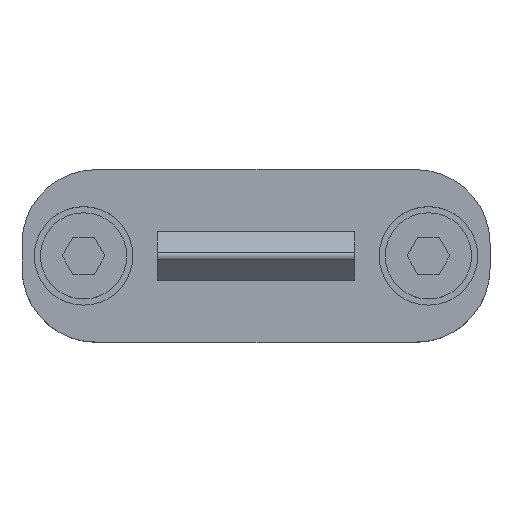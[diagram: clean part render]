
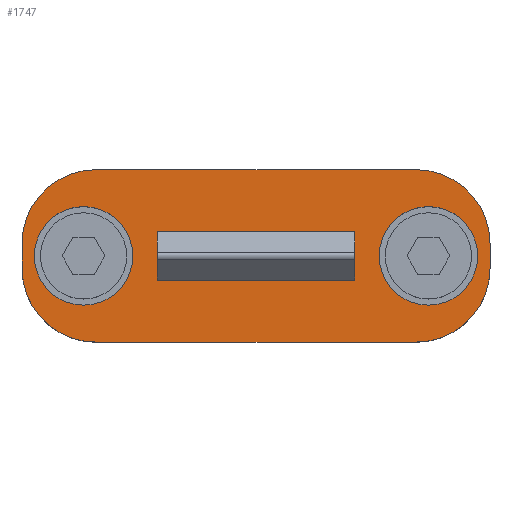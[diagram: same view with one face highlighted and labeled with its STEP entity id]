
A CAD part, top view. The second image highlights one B-rep face of the part: STEP entity #1747.
In plain terms, the highlighted planar face has unit normal (0, 0, 1).
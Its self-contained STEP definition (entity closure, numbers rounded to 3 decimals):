
#35 = DIRECTION ( 'NONE',  ( 1., 0., 0. ) ) ;
#119 = DIRECTION ( 'NONE',  ( 0., 0., -1. ) ) ;
#122 = VERTEX_POINT ( 'NONE', #2106 ) ;
#135 = CARTESIAN_POINT ( 'NONE',  ( 13., 7., 12. ) ) ;
#171 = EDGE_CURVE ( 'NONE', #1574, #3463, #2003, .T. ) ;
#212 = FACE_BOUND ( 'NONE', #3051, .T. ) ;
#221 = CARTESIAN_POINT ( 'NONE',  ( 13., 1., 12. ) ) ;
#253 = VECTOR ( 'NONE', #724, 1000. ) ;
#322 = CARTESIAN_POINT ( 'NONE',  ( -19., 1., 12. ) ) ;
#347 = EDGE_CURVE ( 'NONE', #995, #2633, #819, .T. ) ;
#390 = VERTEX_POINT ( 'NONE', #1320 ) ;
#435 = EDGE_CURVE ( 'NONE', #3463, #1479, #3441, .T. ) ;
#449 = FACE_OUTER_BOUND ( 'NONE', #3369, .T. ) ;
#504 = CARTESIAN_POINT ( 'NONE',  ( -13., 1., 12. ) ) ;
#582 = ORIENTED_EDGE ( 'NONE', *, *, #1065, .F. ) ;
#630 = DIRECTION ( 'NONE',  ( 1., 0., 0. ) ) ;
#631 = CIRCLE ( 'NONE', #2244, 4. ) ;
#724 = DIRECTION ( 'NONE',  ( -1., 0., 0. ) ) ;
#819 = CIRCLE ( 'NONE', #1144, 6. ) ;
#884 = DIRECTION ( 'NONE',  ( 1., 0., 0. ) ) ;
#887 = DIRECTION ( 'NONE',  ( 0., 0., -1. ) ) ;
#890 = AXIS2_PLACEMENT_3D ( 'NONE', #2739, #2731, #2728 ) ;
#893 = CARTESIAN_POINT ( 'NONE',  ( -14., 0., 12. ) ) ;
#913 = ORIENTED_EDGE ( 'NONE', *, *, #3033, .T. ) ;
#938 = CIRCLE ( 'NONE', #3351, 4. ) ;
#950 = AXIS2_PLACEMENT_3D ( 'NONE', #504, #2510, #3390 ) ;
#971 = DIRECTION ( 'NONE',  ( 0., 0., -1. ) ) ;
#972 = ORIENTED_EDGE ( 'NONE', *, *, #1989, .F. ) ;
#995 = VERTEX_POINT ( 'NONE', #1599 ) ;
#1008 = LINE ( 'NONE', #1055, #253 ) ;
#1055 = CARTESIAN_POINT ( 'NONE',  ( 13., -7., 12. ) ) ;
#1063 = DIRECTION ( 'NONE',  ( 1., 0., 0. ) ) ;
#1065 = EDGE_CURVE ( 'NONE', #2222, #1574, #1300, .T. ) ;
#1071 = DIRECTION ( 'NONE',  ( 0., 0., -1. ) ) ;
#1074 = CARTESIAN_POINT ( 'NONE',  ( 13., -1., 12. ) ) ;
#1144 = AXIS2_PLACEMENT_3D ( 'NONE', #1362, #1360, #2681 ) ;
#1183 = EDGE_CURVE ( 'NONE', #3406, #1224, #938, .T. ) ;
#1224 = VERTEX_POINT ( 'NONE', #3421 ) ;
#1225 = ORIENTED_EDGE ( 'NONE', *, *, #3216, .T. ) ;
#1234 = CARTESIAN_POINT ( 'NONE',  ( 14., 0., 12. ) ) ;
#1300 = CIRCLE ( 'NONE', #2195, 6. ) ;
#1320 = CARTESIAN_POINT ( 'NONE',  ( -10., 0., 12. ) ) ;
#1331 = PLANE ( 'NONE',  #1847 ) ;
#1360 = DIRECTION ( 'NONE',  ( 0., 0., -1. ) ) ;
#1362 = CARTESIAN_POINT ( 'NONE',  ( -13., -1., 12. ) ) ;
#1369 = CIRCLE ( 'NONE', #890, 4. ) ;
#1412 = LINE ( 'NONE', #1967, #2846 ) ;
#1445 = VERTEX_POINT ( 'NONE', #1741 ) ;
#1479 = VERTEX_POINT ( 'NONE', #2484 ) ;
#1504 = FACE_BOUND ( 'NONE', #2224, .T. ) ;
#1574 = VERTEX_POINT ( 'NONE', #1898 ) ;
#1599 = CARTESIAN_POINT ( 'NONE',  ( -13., -7., 12. ) ) ;
#1741 = CARTESIAN_POINT ( 'NONE',  ( -18., 0., 12. ) ) ;
#1747 = ADVANCED_FACE ( 'NONE', ( #1504, #212, #449 ), #1331, .T. ) ;
#1825 = DIRECTION ( 'NONE',  ( 1., 0., 0. ) ) ;
#1827 = DIRECTION ( 'NONE',  ( 0., 0., -1. ) ) ;
#1837 = CARTESIAN_POINT ( 'NONE',  ( -14., 0., 12. ) ) ;
#1847 = AXIS2_PLACEMENT_3D ( 'NONE', #3246, #3229, #2765 ) ;
#1898 = CARTESIAN_POINT ( 'NONE',  ( 19., 1., 12. ) ) ;
#1915 = DIRECTION ( 'NONE',  ( 0., -1., 0. ) ) ;
#1957 = DIRECTION ( 'NONE',  ( 0., 1., 0. ) ) ;
#1958 = VECTOR ( 'NONE', #1915, 1000. ) ;
#1967 = CARTESIAN_POINT ( 'NONE',  ( -19., -1., 12. ) ) ;
#1989 = EDGE_CURVE ( 'NONE', #3365, #122, #2941, .T. ) ;
#2000 = CARTESIAN_POINT ( 'NONE',  ( 19., 1., 12. ) ) ;
#2003 = LINE ( 'NONE', #2000, #1958 ) ;
#2094 = ORIENTED_EDGE ( 'NONE', *, *, #2723, .T. ) ;
#2106 = CARTESIAN_POINT ( 'NONE',  ( -13., 7., 12. ) ) ;
#2158 = LINE ( 'NONE', #3504, #2258 ) ;
#2179 = ORIENTED_EDGE ( 'NONE', *, *, #3198, .F. ) ;
#2195 = AXIS2_PLACEMENT_3D ( 'NONE', #221, #971, #35 ) ;
#2222 = VERTEX_POINT ( 'NONE', #135 ) ;
#2224 = EDGE_LOOP ( 'NONE', ( #3281, #2094 ) ) ;
#2244 = AXIS2_PLACEMENT_3D ( 'NONE', #893, #887, #884 ) ;
#2258 = VECTOR ( 'NONE', #3479, 1000. ) ;
#2459 = EDGE_CURVE ( 'NONE', #122, #2222, #2158, .T. ) ;
#2484 = CARTESIAN_POINT ( 'NONE',  ( 13., -7., 12. ) ) ;
#2510 = DIRECTION ( 'NONE',  ( 0., 0., -1. ) ) ;
#2590 = AXIS2_PLACEMENT_3D ( 'NONE', #1837, #1827, #1825 ) ;
#2633 = VERTEX_POINT ( 'NONE', #2841 ) ;
#2643 = ORIENTED_EDGE ( 'NONE', *, *, #435, .F. ) ;
#2681 = DIRECTION ( 'NONE',  ( 1., 0., 0. ) ) ;
#2711 = ORIENTED_EDGE ( 'NONE', *, *, #3009, .F. ) ;
#2723 = EDGE_CURVE ( 'NONE', #1224, #3406, #1369, .T. ) ;
#2728 = DIRECTION ( 'NONE',  ( 1., 0., 0. ) ) ;
#2731 = DIRECTION ( 'NONE',  ( 0., 0., -1. ) ) ;
#2739 = CARTESIAN_POINT ( 'NONE',  ( 14., 0., 12. ) ) ;
#2765 = DIRECTION ( 'NONE',  ( 1., 0., 0. ) ) ;
#2841 = CARTESIAN_POINT ( 'NONE',  ( -19., -1., 12. ) ) ;
#2846 = VECTOR ( 'NONE', #1957, 1000. ) ;
#2941 = CIRCLE ( 'NONE', #950, 6. ) ;
#3009 = EDGE_CURVE ( 'NONE', #2633, #3365, #1412, .T. ) ;
#3033 = EDGE_CURVE ( 'NONE', #1445, #390, #3210, .T. ) ;
#3051 = EDGE_LOOP ( 'NONE', ( #1225, #913 ) ) ;
#3067 = ORIENTED_EDGE ( 'NONE', *, *, #347, .F. ) ;
#3198 = EDGE_CURVE ( 'NONE', #1479, #995, #1008, .T. ) ;
#3210 = CIRCLE ( 'NONE', #2590, 4. ) ;
#3216 = EDGE_CURVE ( 'NONE', #390, #1445, #631, .T. ) ;
#3229 = DIRECTION ( 'NONE',  ( 0., 0., 1. ) ) ;
#3246 = CARTESIAN_POINT ( 'NONE',  ( 13., -1., 12. ) ) ;
#3265 = AXIS2_PLACEMENT_3D ( 'NONE', #1074, #1071, #1063 ) ;
#3280 = ORIENTED_EDGE ( 'NONE', *, *, #171, .F. ) ;
#3281 = ORIENTED_EDGE ( 'NONE', *, *, #1183, .T. ) ;
#3285 = CARTESIAN_POINT ( 'NONE',  ( 19., -1., 12. ) ) ;
#3330 = ORIENTED_EDGE ( 'NONE', *, *, #2459, .F. ) ;
#3351 = AXIS2_PLACEMENT_3D ( 'NONE', #1234, #119, #630 ) ;
#3365 = VERTEX_POINT ( 'NONE', #322 ) ;
#3369 = EDGE_LOOP ( 'NONE', ( #2643, #3280, #582, #3330, #972, #2711, #3067, #2179 ) ) ;
#3390 = DIRECTION ( 'NONE',  ( 1., 0., 0. ) ) ;
#3406 = VERTEX_POINT ( 'NONE', #3538 ) ;
#3421 = CARTESIAN_POINT ( 'NONE',  ( 10., 0., 12. ) ) ;
#3441 = CIRCLE ( 'NONE', #3265, 6. ) ;
#3463 = VERTEX_POINT ( 'NONE', #3285 ) ;
#3479 = DIRECTION ( 'NONE',  ( 1., 0., 0. ) ) ;
#3504 = CARTESIAN_POINT ( 'NONE',  ( -13., 7., 12. ) ) ;
#3538 = CARTESIAN_POINT ( 'NONE',  ( 18., 0., 12. ) ) ;
